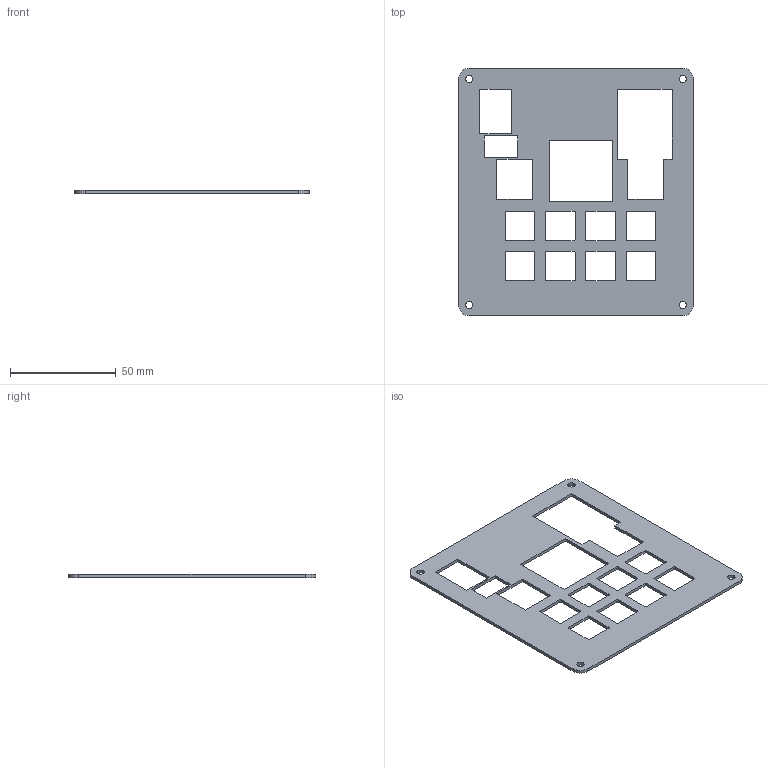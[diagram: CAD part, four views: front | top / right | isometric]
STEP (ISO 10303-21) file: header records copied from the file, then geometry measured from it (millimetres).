
FILE_DESCRIPTION(('HOOPS Exchange Step'),'2;1');
FILE_NAME('temp_export','2025-02-21T08:36:47+05:30',('mobile'),('Shapr3D Limited'),'HOOPS Exchange 2024.8','Shapr3D','Authorized');
FILE_SCHEMA( ('AP242_MANAGED_MODEL_BASED_3D_ENGINEERING_MIM_LF {1 0 10303 442 1 1 4}') );
Length unit declared in the file: millimetre
Products named in the file (1): root
Bounding box: 111 x 117 x 1.5 mm (x, y, z)
Volume: 12760.3 mm3; surface area: 19167.4 mm2
Topology: 1 solids, 1 shells, 201 faces, 557 edges, 374 vertices
Faces by surface type: plane 125, cylinder 40, bspline 36
Full cylindrical faces by diameter (mm): 3.4 x4
Entity records: 7263 total; most frequent: CARTESIAN_POINT 2162, ORIENTED_EDGE 1114, DIRECTION 907, EDGE_CURVE 557, VECTOR 397, LINE 397, VERTEX_POINT 374, AXIS2_PLACEMENT_3D 255
